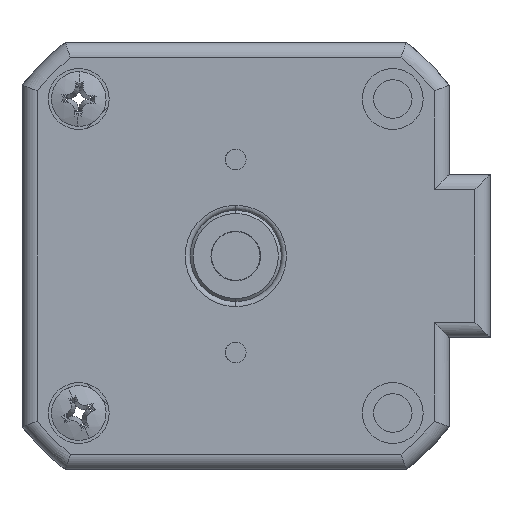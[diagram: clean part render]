
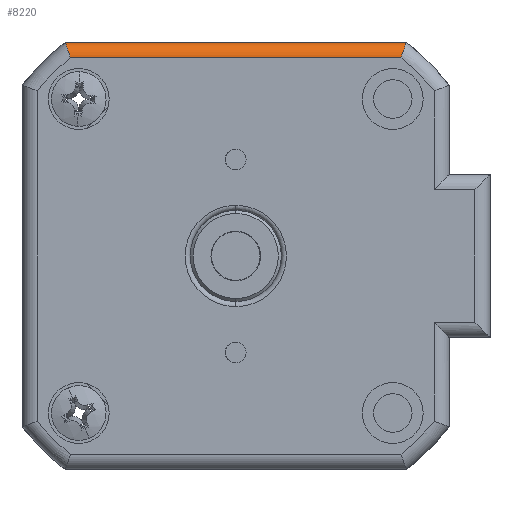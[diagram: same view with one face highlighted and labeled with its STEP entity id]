
A CAD part, front view. The second image highlights one B-rep face of the part: STEP entity #8220.
In plain terms, the highlighted cylindrical face has radius 1.5 mm (diameter 3 mm), a partial arc.
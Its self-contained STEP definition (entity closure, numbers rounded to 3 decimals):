
#46 = EDGE_CURVE ( 'NONE', #6240, #9950, #6475, .T. ) ;
#61 = CARTESIAN_POINT ( 'NONE',  ( -21.555, -24.207, 36.238 ) ) ;
#121 = CARTESIAN_POINT ( 'NONE',  ( -21.159, -25.67, 36.621 ) ) ;
#261 = CARTESIAN_POINT ( 'NONE',  ( -21.526, -24.704, 37.657 ) ) ;
#448 = CARTESIAN_POINT ( 'NONE',  ( 12.12, -24.607, 37.687 ) ) ;
#482 = VECTOR ( 'NONE', #4098, 1000. ) ;
#613 = EDGE_CURVE ( 'NONE', #1928, #4773, #9164, .T. ) ;
#675 = CARTESIAN_POINT ( 'NONE',  ( -21.555, -24.207, 37.738 ) ) ;
#766 = CARTESIAN_POINT ( 'NONE',  ( 12.027, -25.148, 37.423 ) ) ;
#1008 = CARTESIAN_POINT ( 'NONE',  ( -4.709, -25.707, 36.238 ) ) ;
#1037 = CARTESIAN_POINT ( 'NONE',  ( -21.555, -24.309, 37.738 ) ) ;
#1169 = ORIENTED_EDGE ( 'NONE', *, *, #9367, .F. ) ;
#1336 = CARTESIAN_POINT ( 'NONE',  ( 11.928, -25.42, 37.143 ) ) ;
#1536 = CARTESIAN_POINT ( 'NONE',  ( 12.137, -24.309, 37.738 ) ) ;
#1928 = VERTEX_POINT ( 'NONE', #5776 ) ;
#2420 = DIRECTION ( 'NONE',  ( 0., 0., -1. ) ) ;
#2599 = CARTESIAN_POINT ( 'NONE',  ( -21.021, -25.707, 36.238 ) ) ;
#2637 = CARTESIAN_POINT ( 'NONE',  ( 12.137, -24.207, 37.738 ) ) ;
#2802 = AXIS2_PLACEMENT_3D ( 'NONE', #61, #7903, #2420 ) ;
#2938 = CYLINDRICAL_SURFACE ( 'NONE', #2802, 1.5 ) ;
#3226 = CARTESIAN_POINT ( 'NONE',  ( -21.345, -25.42, 37.143 ) ) ;
#3238 = ORIENTED_EDGE ( 'NONE', *, *, #613, .F. ) ;
#3406 = CARTESIAN_POINT ( 'NONE',  ( -21.551, -24.41, 37.728 ) ) ;
#3593 = CARTESIAN_POINT ( 'NONE',  ( 12.109, -24.704, 37.657 ) ) ;
#3894 = ORIENTED_EDGE ( 'NONE', *, *, #6032, .F. ) ;
#4098 = DIRECTION ( 'NONE',  ( -1., 0., 0. ) ) ;
#4202 = EDGE_LOOP ( 'NONE', ( #7367, #3894, #3238, #1169 ) ) ;
#4319 = CARTESIAN_POINT ( 'NONE',  ( -21.537, -24.607, 37.687 ) ) ;
#4352 = CARTESIAN_POINT ( 'NONE',  ( -21.444, -25.148, 37.423 ) ) ;
#4483 = CARTESIAN_POINT ( 'NONE',  ( 12.067, -24.981, 37.539 ) ) ;
#4773 = VERTEX_POINT ( 'NONE', #6283 ) ;
#4845 = CARTESIAN_POINT ( 'NONE',  ( -21.286, -25.527, 36.976 ) ) ;
#5133 = LINE ( 'NONE', #1008, #482 ) ;
#5297 = CARTESIAN_POINT ( 'NONE',  ( -21.09, -25.707, 36.428 ) ) ;
#5385 = CARTESIAN_POINT ( 'NONE',  ( 11.741, -25.67, 36.621 ) ) ;
#5776 = CARTESIAN_POINT ( 'NONE',  ( -21.021, -25.707, 36.238 ) ) ;
#6023 = CARTESIAN_POINT ( 'NONE',  ( 11.604, -25.707, 36.238 ) ) ;
#6032 = EDGE_CURVE ( 'NONE', #4773, #9950, #9359, .T. ) ;
#6240 = VERTEX_POINT ( 'NONE', #6023 ) ;
#6283 = CARTESIAN_POINT ( 'NONE',  ( -21.555, -24.207, 37.738 ) ) ;
#6475 = B_SPLINE_CURVE_WITH_KNOTS ( 'NONE', 3,
 ( #9678, #7805, #5385, #6518, #1336, #766, #4483, #3593, #448, #8480, #1536, #8784 ),
 .UNSPECIFIED., .F., .F.,
 ( 4, 2, 2, 2, 2, 4 ),
 ( 0., 0.001, 0.001, 0.002, 0.002, 0.002 ),
 .UNSPECIFIED. ) ;
#6518 = CARTESIAN_POINT ( 'NONE',  ( 11.868, -25.527, 36.976 ) ) ;
#7115 = FACE_OUTER_BOUND ( 'NONE', #4202, .T. ) ;
#7287 = VECTOR ( 'NONE', #8128, 1000. ) ;
#7358 = CARTESIAN_POINT ( 'NONE',  ( -21.555, -24.207, 37.738 ) ) ;
#7367 = ORIENTED_EDGE ( 'NONE', *, *, #46, .T. ) ;
#7805 = CARTESIAN_POINT ( 'NONE',  ( 11.672, -25.707, 36.428 ) ) ;
#7903 = DIRECTION ( 'NONE',  ( 1., 0., 0. ) ) ;
#8128 = DIRECTION ( 'NONE',  ( 1., 0., 0. ) ) ;
#8220 = ADVANCED_FACE ( 'NONE', ( #7115 ), #2938, .T. ) ;
#8480 = CARTESIAN_POINT ( 'NONE',  ( 12.134, -24.41, 37.728 ) ) ;
#8784 = CARTESIAN_POINT ( 'NONE',  ( 12.137, -24.207, 37.738 ) ) ;
#9164 = B_SPLINE_CURVE_WITH_KNOTS ( 'NONE', 3,
 ( #2599, #5297, #121, #4845, #3226, #4352, #9549, #261, #4319, #3406, #1037, #675 ),
 .UNSPECIFIED., .F., .F.,
 ( 4, 2, 2, 2, 2, 4 ),
 ( 0., 0.001, 0.001, 0.002, 0.002, 0.002 ),
 .UNSPECIFIED. ) ;
#9359 = LINE ( 'NONE', #7358, #7287 ) ;
#9367 = EDGE_CURVE ( 'NONE', #6240, #1928, #5133, .T. ) ;
#9549 = CARTESIAN_POINT ( 'NONE',  ( -21.485, -24.981, 37.539 ) ) ;
#9678 = CARTESIAN_POINT ( 'NONE',  ( 11.604, -25.707, 36.238 ) ) ;
#9950 = VERTEX_POINT ( 'NONE', #2637 ) ;
